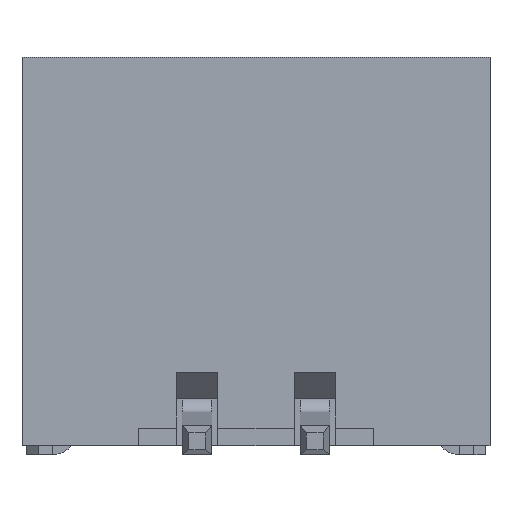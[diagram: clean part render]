
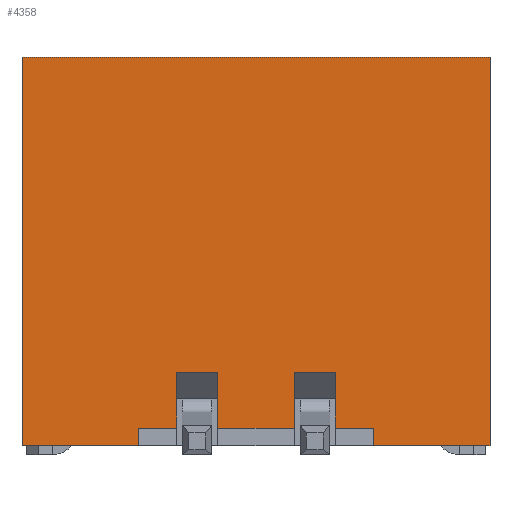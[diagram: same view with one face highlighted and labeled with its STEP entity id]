
A CAD part, front view. The second image highlights one B-rep face of the part: STEP entity #4358.
In plain terms, the highlighted face is planar.
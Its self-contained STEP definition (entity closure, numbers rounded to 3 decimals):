
#3688 = EDGE_CURVE('',#3689,#3691,#3693,.T.);
#3689 = VERTEX_POINT('',#3690);
#3690 = CARTESIAN_POINT('',(-2.,0.,-2.5));
#3691 = VERTEX_POINT('',#3692);
#3692 = CARTESIAN_POINT('',(-2.,0.3,-2.5));
#3693 = LINE('',#3694,#3695);
#3694 = CARTESIAN_POINT('',(-2.,0.,-2.5));
#3695 = VECTOR('',#3696,1.);
#3696 = DIRECTION('',(0.,1.,0.));
#3721 = EDGE_CURVE('',#3691,#3722,#3724,.T.);
#3722 = VERTEX_POINT('',#3723);
#3723 = CARTESIAN_POINT('',(-1.35,0.3,-2.5));
#3724 = LINE('',#3725,#3726);
#3725 = CARTESIAN_POINT('',(-2.,0.3,-2.5));
#3726 = VECTOR('',#3727,1.);
#3727 = DIRECTION('',(1.,-0.,-0.));
#3751 = EDGE_CURVE('',#3722,#3752,#3754,.T.);
#3752 = VERTEX_POINT('',#3753);
#3753 = CARTESIAN_POINT('',(-1.35,1.25,-2.5));
#3754 = LINE('',#3755,#3756);
#3755 = CARTESIAN_POINT('',(-1.35,1.25,-2.5));
#3756 = VECTOR('',#3757,1.);
#3757 = DIRECTION('',(-0.,1.,-0.));
#3777 = VERTEX_POINT('',#3778);
#3778 = CARTESIAN_POINT('',(-0.65,1.25,-2.5));
#3786 = EDGE_CURVE('',#3752,#3777,#3787,.T.);
#3787 = LINE('',#3788,#3789);
#3788 = CARTESIAN_POINT('',(-1.35,1.25,-2.5));
#3789 = VECTOR('',#3790,1.);
#3790 = DIRECTION('',(1.,-0.,-0.));
#3933 = VERTEX_POINT('',#3934);
#3934 = CARTESIAN_POINT('',(-3.975,6.6,-2.5));
#3940 = EDGE_CURVE('',#3933,#3941,#3943,.T.);
#3941 = VERTEX_POINT('',#3942);
#3942 = CARTESIAN_POINT('',(-3.975,0.,-2.5));
#3943 = LINE('',#3944,#3945);
#3944 = CARTESIAN_POINT('',(-3.975,6.6,-2.5));
#3945 = VECTOR('',#3946,1.);
#3946 = DIRECTION('',(-0.,-1.,-0.));
#4104 = EDGE_CURVE('',#4105,#3777,#4107,.T.);
#4105 = VERTEX_POINT('',#4106);
#4106 = CARTESIAN_POINT('',(-0.65,0.3,-2.5));
#4107 = LINE('',#4108,#4109);
#4108 = CARTESIAN_POINT('',(-0.65,1.25,-2.5));
#4109 = VECTOR('',#4110,1.);
#4110 = DIRECTION('',(-0.,1.,-0.));
#4229 = EDGE_CURVE('',#4105,#4230,#4232,.T.);
#4230 = VERTEX_POINT('',#4231);
#4231 = CARTESIAN_POINT('',(0.65,0.3,-2.5));
#4232 = LINE('',#4233,#4234);
#4233 = CARTESIAN_POINT('',(-2.,0.3,-2.5));
#4234 = VECTOR('',#4235,1.);
#4235 = DIRECTION('',(1.,-0.,-0.));
#4334 = VERTEX_POINT('',#4335);
#4335 = CARTESIAN_POINT('',(3.975,6.6,-2.5));
#4341 = EDGE_CURVE('',#4334,#3933,#4342,.T.);
#4342 = LINE('',#4343,#4344);
#4343 = CARTESIAN_POINT('',(11.975,6.6,-2.5));
#4344 = VECTOR('',#4345,1.);
#4345 = DIRECTION('',(-1.,0.,0.));
#4358 = ADVANCED_FACE('',(#4359),#4429,.F.);
#4359 = FACE_BOUND('',#4360,.T.);
#4360 = EDGE_LOOP('',(#4361,#4362,#4370,#4378,#4386,#4394,#4402,#4410,
    #4416,#4417,#4418,#4419,#4420,#4421,#4422,#4428));
#4361 = ORIENTED_EDGE('',*,*,#4341,.F.);
#4362 = ORIENTED_EDGE('',*,*,#4363,.T.);
#4363 = EDGE_CURVE('',#4334,#4364,#4366,.T.);
#4364 = VERTEX_POINT('',#4365);
#4365 = CARTESIAN_POINT('',(3.975,0.,-2.5));
#4366 = LINE('',#4367,#4368);
#4367 = CARTESIAN_POINT('',(3.975,6.6,-2.5));
#4368 = VECTOR('',#4369,1.);
#4369 = DIRECTION('',(-0.,-1.,-0.));
#4370 = ORIENTED_EDGE('',*,*,#4371,.T.);
#4371 = EDGE_CURVE('',#4364,#4372,#4374,.T.);
#4372 = VERTEX_POINT('',#4373);
#4373 = CARTESIAN_POINT('',(2.,0.,-2.5));
#4374 = LINE('',#4375,#4376);
#4375 = CARTESIAN_POINT('',(3.975,0.,-2.5));
#4376 = VECTOR('',#4377,1.);
#4377 = DIRECTION('',(-1.,0.,0.));
#4378 = ORIENTED_EDGE('',*,*,#4379,.T.);
#4379 = EDGE_CURVE('',#4372,#4380,#4382,.T.);
#4380 = VERTEX_POINT('',#4381);
#4381 = CARTESIAN_POINT('',(2.,0.3,-2.5));
#4382 = LINE('',#4383,#4384);
#4383 = CARTESIAN_POINT('',(2.,0.,-2.5));
#4384 = VECTOR('',#4385,1.);
#4385 = DIRECTION('',(0.,1.,0.));
#4386 = ORIENTED_EDGE('',*,*,#4387,.F.);
#4387 = EDGE_CURVE('',#4388,#4380,#4390,.T.);
#4388 = VERTEX_POINT('',#4389);
#4389 = CARTESIAN_POINT('',(1.35,0.3,-2.5));
#4390 = LINE('',#4391,#4392);
#4391 = CARTESIAN_POINT('',(-10.,0.3,-2.5));
#4392 = VECTOR('',#4393,1.);
#4393 = DIRECTION('',(1.,-0.,-0.));
#4394 = ORIENTED_EDGE('',*,*,#4395,.T.);
#4395 = EDGE_CURVE('',#4388,#4396,#4398,.T.);
#4396 = VERTEX_POINT('',#4397);
#4397 = CARTESIAN_POINT('',(1.35,1.25,-2.5));
#4398 = LINE('',#4399,#4400);
#4399 = CARTESIAN_POINT('',(1.35,1.25,-2.5));
#4400 = VECTOR('',#4401,1.);
#4401 = DIRECTION('',(-0.,1.,-0.));
#4402 = ORIENTED_EDGE('',*,*,#4403,.F.);
#4403 = EDGE_CURVE('',#4404,#4396,#4406,.T.);
#4404 = VERTEX_POINT('',#4405);
#4405 = CARTESIAN_POINT('',(0.65,1.25,-2.5));
#4406 = LINE('',#4407,#4408);
#4407 = CARTESIAN_POINT('',(0.65,1.25,-2.5));
#4408 = VECTOR('',#4409,1.);
#4409 = DIRECTION('',(1.,-0.,-0.));
#4410 = ORIENTED_EDGE('',*,*,#4411,.F.);
#4411 = EDGE_CURVE('',#4230,#4404,#4412,.T.);
#4412 = LINE('',#4413,#4414);
#4413 = CARTESIAN_POINT('',(0.65,1.25,-2.5));
#4414 = VECTOR('',#4415,1.);
#4415 = DIRECTION('',(-0.,1.,-0.));
#4416 = ORIENTED_EDGE('',*,*,#4229,.F.);
#4417 = ORIENTED_EDGE('',*,*,#4104,.T.);
#4418 = ORIENTED_EDGE('',*,*,#3786,.F.);
#4419 = ORIENTED_EDGE('',*,*,#3751,.F.);
#4420 = ORIENTED_EDGE('',*,*,#3721,.F.);
#4421 = ORIENTED_EDGE('',*,*,#3688,.F.);
#4422 = ORIENTED_EDGE('',*,*,#4423,.T.);
#4423 = EDGE_CURVE('',#3689,#3941,#4424,.T.);
#4424 = LINE('',#4425,#4426);
#4425 = CARTESIAN_POINT('',(11.975,0.,-2.5));
#4426 = VECTOR('',#4427,1.);
#4427 = DIRECTION('',(-1.,0.,0.));
#4428 = ORIENTED_EDGE('',*,*,#3940,.F.);
#4429 = PLANE('',#4430);
#4430 = AXIS2_PLACEMENT_3D('',#4431,#4432,#4433);
#4431 = CARTESIAN_POINT('',(11.975,6.6,-2.5));
#4432 = DIRECTION('',(0.,-0.,1.));
#4433 = DIRECTION('',(1.,0.,0.));
